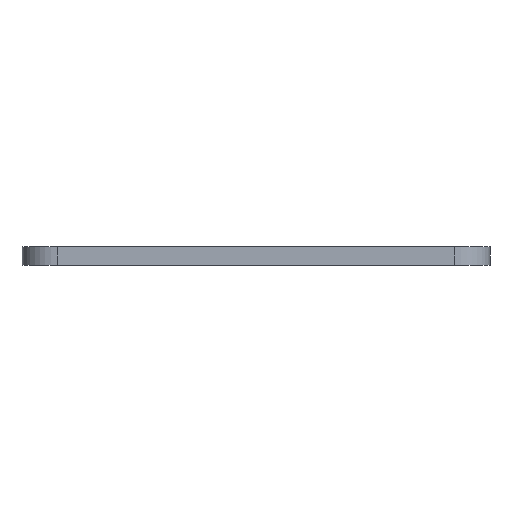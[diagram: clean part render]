
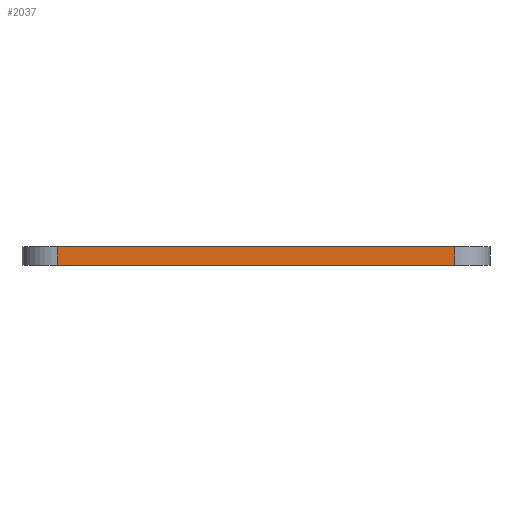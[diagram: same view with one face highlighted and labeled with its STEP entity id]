
A CAD part, left-side view. The second image highlights one B-rep face of the part: STEP entity #2037.
In plain terms, the highlighted planar face has unit normal (-1, 0, 0).
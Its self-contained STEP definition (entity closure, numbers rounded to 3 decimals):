
#146 = VERTEX_POINT('',#147);
#147 = CARTESIAN_POINT('',(130.048,-75.136,0.));
#154 = EDGE_CURVE('',#155,#146,#157,.T.);
#155 = VERTEX_POINT('',#156);
#156 = CARTESIAN_POINT('',(130.048,-108.76,0.));
#157 = LINE('',#158,#159);
#158 = CARTESIAN_POINT('',(130.048,-108.76,0.));
#159 = VECTOR('',#160,1.);
#160 = DIRECTION('',(0.,1.,0.));
#1078 = VERTEX_POINT('',#1079);
#1079 = CARTESIAN_POINT('',(130.048,-75.136,1.6));
#1086 = EDGE_CURVE('',#1087,#1078,#1089,.T.);
#1087 = VERTEX_POINT('',#1088);
#1088 = CARTESIAN_POINT('',(130.048,-108.76,1.6));
#1089 = LINE('',#1090,#1091);
#1090 = CARTESIAN_POINT('',(130.048,-108.76,1.6));
#1091 = VECTOR('',#1092,1.);
#1092 = DIRECTION('',(0.,1.,0.));
#2007 = EDGE_CURVE('',#146,#1078,#2008,.T.);
#2008 = LINE('',#2009,#2010);
#2009 = CARTESIAN_POINT('',(130.048,-75.136,0.));
#2010 = VECTOR('',#2011,1.);
#2011 = DIRECTION('',(0.,0.,1.));
#2037 = ADVANCED_FACE('',(#2038),#2049,.T.);
#2038 = FACE_BOUND('',#2039,.T.);
#2039 = EDGE_LOOP('',(#2040,#2046,#2047,#2048));
#2040 = ORIENTED_EDGE('',*,*,#2041,.T.);
#2041 = EDGE_CURVE('',#155,#1087,#2042,.T.);
#2042 = LINE('',#2043,#2044);
#2043 = CARTESIAN_POINT('',(130.048,-108.76,0.));
#2044 = VECTOR('',#2045,1.);
#2045 = DIRECTION('',(0.,0.,1.));
#2046 = ORIENTED_EDGE('',*,*,#1086,.T.);
#2047 = ORIENTED_EDGE('',*,*,#2007,.F.);
#2048 = ORIENTED_EDGE('',*,*,#154,.F.);
#2049 = PLANE('',#2050);
#2050 = AXIS2_PLACEMENT_3D('',#2051,#2052,#2053);
#2051 = CARTESIAN_POINT('',(130.048,-108.76,0.));
#2052 = DIRECTION('',(-1.,0.,0.));
#2053 = DIRECTION('',(0.,1.,0.));
